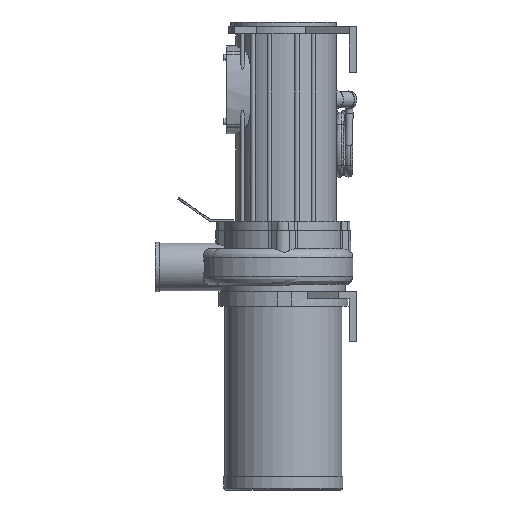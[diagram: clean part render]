
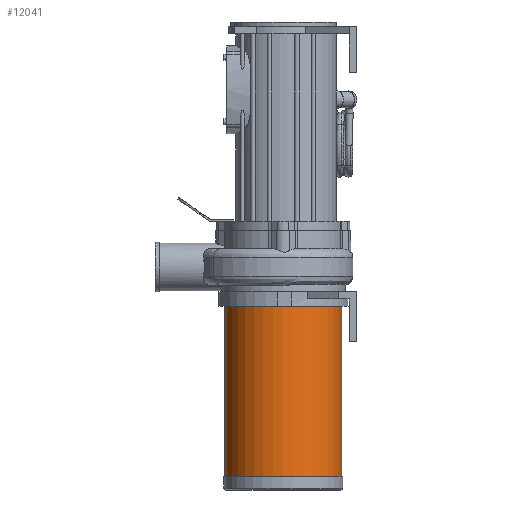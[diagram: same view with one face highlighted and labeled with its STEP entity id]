
A CAD part, left-side view. The second image highlights one B-rep face of the part: STEP entity #12041.
In plain terms, the highlighted cylindrical face has radius 64 mm (diameter 128 mm), a full revolution.
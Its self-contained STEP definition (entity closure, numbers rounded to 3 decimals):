
#456=FACE_BOUND('',#4078,.T.);
#2804=CYLINDRICAL_SURFACE('',#12934,64.);
#3318=FACE_OUTER_BOUND('',#4077,.T.);
#4077=EDGE_LOOP('',(#10512));
#4078=EDGE_LOOP('',(#10513));
#4598=CIRCLE('',#12929,64.);
#4601=CIRCLE('',#12935,64.);
#5949=VERTEX_POINT('',#20929);
#5952=VERTEX_POINT('',#20938);
#7519=EDGE_CURVE('',#5949,#5949,#4598,.T.);
#7522=EDGE_CURVE('',#5952,#5952,#4601,.T.);
#10512=ORIENTED_EDGE('',*,*,#7519,.T.);
#10513=ORIENTED_EDGE('',*,*,#7522,.F.);
#12041=ADVANCED_FACE('',(#3318,#456),#2804,.T.);
#12929=AXIS2_PLACEMENT_3D('',#20930,#15361,#15362);
#12934=AXIS2_PLACEMENT_3D('',#20937,#15371,#15372);
#12935=AXIS2_PLACEMENT_3D('',#20939,#15373,#15374);
#15361=DIRECTION('center_axis',(0.,0.,-1.));
#15362=DIRECTION('ref_axis',(-1.,0.,0.));
#15371=DIRECTION('center_axis',(0.,0.,1.));
#15372=DIRECTION('ref_axis',(-1.,0.,0.));
#15373=DIRECTION('center_axis',(0.,0.,-1.));
#15374=DIRECTION('ref_axis',(-1.,0.,0.));
#20929=CARTESIAN_POINT('',(64.,0.,186.));
#20930=CARTESIAN_POINT('Origin',(0.,0.,186.));
#20937=CARTESIAN_POINT('Origin',(0.,0.,0.));
#20938=CARTESIAN_POINT('',(64.,0.,0.));
#20939=CARTESIAN_POINT('Origin',(0.,0.,0.));
